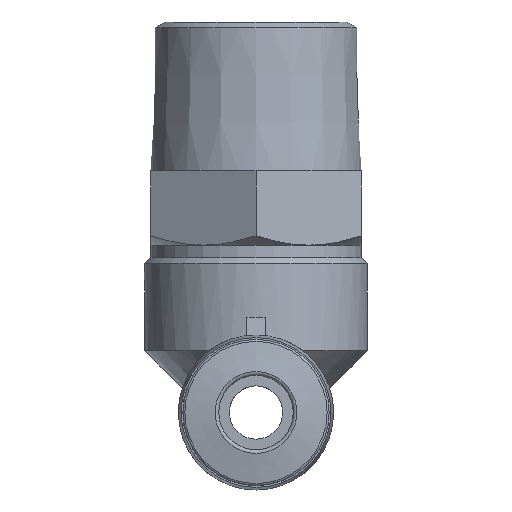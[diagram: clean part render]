
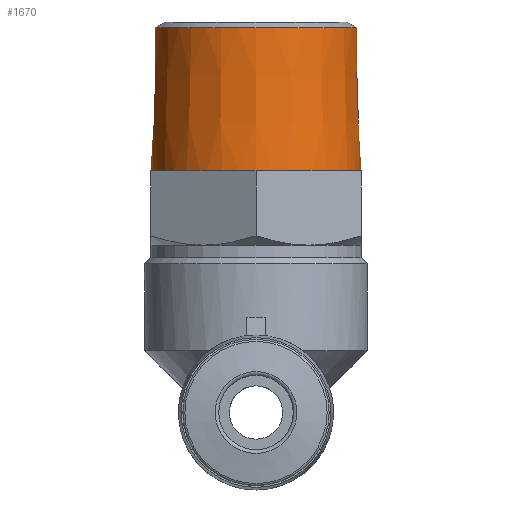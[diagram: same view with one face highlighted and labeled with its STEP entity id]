
A CAD part, left-side view. The second image highlights one B-rep face of the part: STEP entity #1670.
In plain terms, the highlighted conical face has half-angle 1.788 degrees and reference radius 8.145 mm.
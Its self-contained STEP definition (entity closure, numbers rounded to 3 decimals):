
#54=B_SPLINE_CURVE_WITH_KNOTS('',3,(#2538,#2539,#2540,#2541),
 .UNSPECIFIED.,.F.,.F.,(4,4),(0.,1.),.UNSPECIFIED.);
#55=B_SPLINE_CURVE_WITH_KNOTS('',3,(#2547,#2548,#2549,#2550),
 .UNSPECIFIED.,.F.,.F.,(4,4),(0.,1.),.UNSPECIFIED.);
#56=B_SPLINE_CURVE_WITH_KNOTS('',3,(#2553,#2554,#2555,#2556),
 .UNSPECIFIED.,.F.,.F.,(4,4),(0.,1.),.UNSPECIFIED.);
#57=B_SPLINE_CURVE_WITH_KNOTS('',3,(#2559,#2560,#2561,#2562),
 .UNSPECIFIED.,.F.,.F.,(4,4),(0.,1.),.UNSPECIFIED.);
#58=B_SPLINE_CURVE_WITH_KNOTS('',3,(#2564,#2565,#2566,#2567),
 .UNSPECIFIED.,.F.,.F.,(4,4),(0.,1.),.UNSPECIFIED.);
#81=CONICAL_SURFACE('',#1822,8.145,0.031);
#428=ORIENTED_EDGE('',*,*,#590,.F.);
#429=ORIENTED_EDGE('',*,*,#478,.T.);
#430=ORIENTED_EDGE('',*,*,#574,.T.);
#431=ORIENTED_EDGE('',*,*,#585,.T.);
#432=ORIENTED_EDGE('',*,*,#583,.T.);
#433=ORIENTED_EDGE('',*,*,#466,.T.);
#434=ORIENTED_EDGE('',*,*,#582,.T.);
#435=ORIENTED_EDGE('',*,*,#469,.T.);
#436=ORIENTED_EDGE('',*,*,#580,.T.);
#437=ORIENTED_EDGE('',*,*,#472,.T.);
#438=ORIENTED_EDGE('',*,*,#578,.T.);
#439=ORIENTED_EDGE('',*,*,#475,.T.);
#440=ORIENTED_EDGE('',*,*,#593,.T.);
#466=EDGE_CURVE('',#605,#606,#709,.F.);
#469=EDGE_CURVE('',#608,#609,#710,.F.);
#472=EDGE_CURVE('',#611,#612,#711,.F.);
#475=EDGE_CURVE('',#614,#615,#712,.F.);
#478=EDGE_CURVE('',#617,#618,#713,.F.);
#574=EDGE_CURVE('',#618,#695,#54,.F.);
#578=EDGE_CURVE('',#612,#614,#55,.F.);
#580=EDGE_CURVE('',#609,#611,#56,.F.);
#582=EDGE_CURVE('',#606,#608,#57,.F.);
#583=EDGE_CURVE('',#696,#605,#58,.F.);
#585=EDGE_CURVE('',#695,#696,#760,.F.);
#590=EDGE_CURVE('',#617,#615,#761,.T.);
#593=EDGE_CURVE('',#699,#699,#764,.T.);
#605=VERTEX_POINT('',#2193);
#606=VERTEX_POINT('',#2194);
#608=VERTEX_POINT('',#2200);
#609=VERTEX_POINT('',#2201);
#611=VERTEX_POINT('',#2207);
#612=VERTEX_POINT('',#2208);
#614=VERTEX_POINT('',#2214);
#615=VERTEX_POINT('',#2215);
#617=VERTEX_POINT('',#2221);
#618=VERTEX_POINT('',#2222);
#695=VERTEX_POINT('',#2537);
#696=VERTEX_POINT('',#2568);
#699=VERTEX_POINT('',#2591);
#709=CIRCLE('',#1692,8.506);
#710=CIRCLE('',#1694,8.506);
#711=CIRCLE('',#1696,8.506);
#712=CIRCLE('',#1698,8.506);
#713=CIRCLE('',#1700,8.506);
#760=CIRCLE('',#1808,8.506);
#761=CIRCLE('',#1816,8.506);
#764=CIRCLE('',#1821,8.145);
#877=EDGE_LOOP('',(#428,#429,#430,#431,#432,#433,#434,#435,#436,#437,#438,
#439));
#878=EDGE_LOOP('',(#440));
#1004=FACE_BOUND('',#877,.T.);
#1005=FACE_BOUND('',#878,.T.);
#1670=ADVANCED_FACE('',(#1004,#1005),#81,.T.);
#1692=AXIS2_PLACEMENT_3D('',#2192,#1854,#1855);
#1694=AXIS2_PLACEMENT_3D('',#2199,#1860,#1861);
#1696=AXIS2_PLACEMENT_3D('',#2206,#1866,#1867);
#1698=AXIS2_PLACEMENT_3D('',#2213,#1872,#1873);
#1700=AXIS2_PLACEMENT_3D('',#2220,#1878,#1879);
#1808=AXIS2_PLACEMENT_3D('',#2571,#2113,#2114);
#1816=AXIS2_PLACEMENT_3D('',#2583,#2133,#2134);
#1821=AXIS2_PLACEMENT_3D('',#2590,#2143,#2144);
#1822=AXIS2_PLACEMENT_3D('',#2592,#2145,#2146);
#1854=DIRECTION('',(0.,0.,-1.));
#1855=DIRECTION('',(-1.,0.,0.));
#1860=DIRECTION('',(0.,0.,-1.));
#1861=DIRECTION('',(-1.,0.,0.));
#1866=DIRECTION('',(0.,0.,-1.));
#1867=DIRECTION('',(-1.,0.,0.));
#1872=DIRECTION('',(0.,0.,-1.));
#1873=DIRECTION('',(-1.,0.,0.));
#1878=DIRECTION('',(0.,0.,-1.));
#1879=DIRECTION('',(-1.,0.,0.));
#2113=DIRECTION('',(0.,0.,-1.));
#2114=DIRECTION('',(-1.,0.,0.));
#2133=DIRECTION('',(0.,0.,-1.));
#2134=DIRECTION('',(-1.,0.,0.));
#2143=DIRECTION('',(0.,0.,-1.));
#2144=DIRECTION('',(-1.,0.,0.));
#2145=DIRECTION('',(0.,0.,-1.));
#2146=DIRECTION('',(-1.,0.,0.));
#2192=CARTESIAN_POINT('',(0.,0.,19.5));
#2193=CARTESIAN_POINT('',(-7.204,-4.523,19.5));
#2194=CARTESIAN_POINT('',(-0.315,-8.5,19.5));
#2199=CARTESIAN_POINT('',(0.,0.,19.5));
#2200=CARTESIAN_POINT('',(0.315,-8.5,19.5));
#2201=CARTESIAN_POINT('',(7.204,-4.523,19.5));
#2206=CARTESIAN_POINT('',(0.,0.,19.5));
#2207=CARTESIAN_POINT('',(7.519,-3.977,19.5));
#2208=CARTESIAN_POINT('',(7.519,3.977,19.5));
#2213=CARTESIAN_POINT('',(0.,0.,19.5));
#2214=CARTESIAN_POINT('',(7.204,4.523,19.5));
#2215=CARTESIAN_POINT('',(0.315,8.5,19.5));
#2220=CARTESIAN_POINT('',(0.,0.,19.5));
#2221=CARTESIAN_POINT('',(-0.315,8.5,19.5));
#2222=CARTESIAN_POINT('',(-7.204,4.523,19.5));
#2537=CARTESIAN_POINT('',(-7.519,3.977,19.5));
#2538=CARTESIAN_POINT('',(-7.519,3.977,19.5));
#2539=CARTESIAN_POINT('',(-7.414,4.159,19.5));
#2540=CARTESIAN_POINT('',(-7.309,4.341,19.5));
#2541=CARTESIAN_POINT('',(-7.204,4.523,19.5));
#2547=CARTESIAN_POINT('',(7.204,4.523,19.5));
#2548=CARTESIAN_POINT('',(7.309,4.341,19.5));
#2549=CARTESIAN_POINT('',(7.414,4.159,19.5));
#2550=CARTESIAN_POINT('',(7.519,3.977,19.5));
#2553=CARTESIAN_POINT('',(7.519,-3.977,19.5));
#2554=CARTESIAN_POINT('',(7.414,-4.159,19.5));
#2555=CARTESIAN_POINT('',(7.309,-4.341,19.5));
#2556=CARTESIAN_POINT('',(7.204,-4.523,19.5));
#2559=CARTESIAN_POINT('',(0.315,-8.5,19.5));
#2560=CARTESIAN_POINT('',(0.105,-8.5,19.5));
#2561=CARTESIAN_POINT('',(-0.105,-8.5,19.5));
#2562=CARTESIAN_POINT('',(-0.315,-8.5,19.5));
#2564=CARTESIAN_POINT('',(-7.204,-4.523,19.5));
#2565=CARTESIAN_POINT('',(-7.309,-4.341,19.5));
#2566=CARTESIAN_POINT('',(-7.414,-4.159,19.5));
#2567=CARTESIAN_POINT('',(-7.519,-3.977,19.5));
#2568=CARTESIAN_POINT('',(-7.519,-3.977,19.5));
#2571=CARTESIAN_POINT('',(0.,0.,19.5));
#2583=CARTESIAN_POINT('',(0.,0.,19.5));
#2590=CARTESIAN_POINT('',(0.,0.,31.047));
#2591=CARTESIAN_POINT('',(-8.145,0.,31.047));
#2592=CARTESIAN_POINT('',(0.,0.,31.047));
